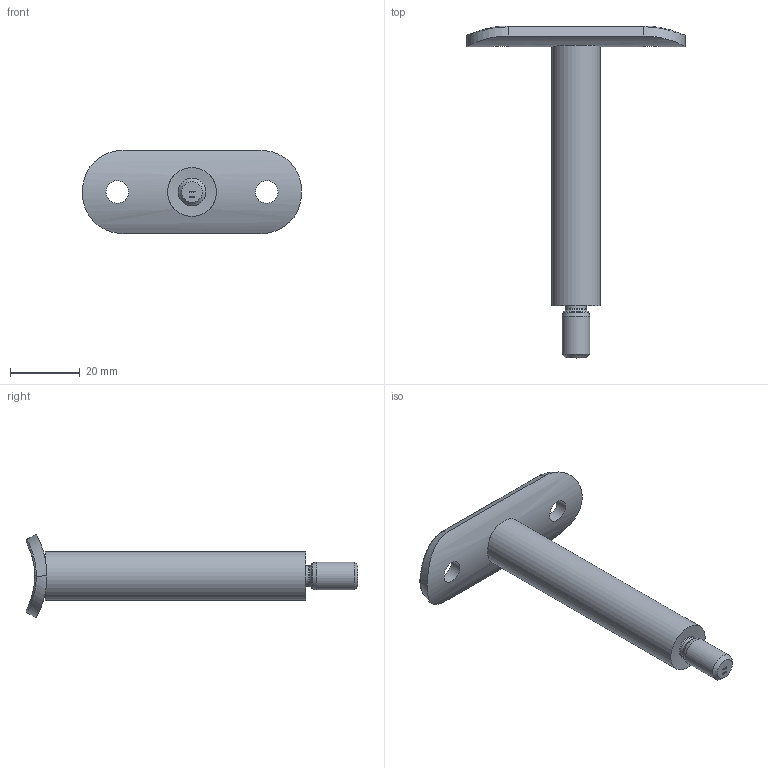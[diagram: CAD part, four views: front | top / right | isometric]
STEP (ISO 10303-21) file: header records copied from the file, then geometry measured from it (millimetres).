
FILE_DESCRIPTION (( 'STEP AP203' ), '1' );
FILE_NAME ('60172-240.STEP', '2020-06-12T09:44:37', ( '' ), ( '' ), 'SwSTEP 2.0', 'SolidWorks 2015', '' );
FILE_SCHEMA (( 'CONFIG_CONTROL_DESIGN' ));
Length unit declared in the file: millimetre
Products named in the file (8): 60172-240; 60182-240_60182-240; DIN-7991_-_DIN7991 M6x16; DIN-7991_-_DIN7991 M6x16_DIN7991 M6x16; 60182-240; 50236-Konfig_50233-240; 50236-Konfig
Assembly tree (5 placements, depth 2):
  60172-240
    50236-Konfig
    DIN-7991_-_DIN7991 M6x16
  60182-240
  60172-240
    50236-Konfig_50233-240
    60182-240_60182-240
    DIN-7991_-_DIN7991 M6x16_DIN7991 M6x16
Bounding box: 63 x 95.49 x 24 mm (x, y, z)
Volume: 16367.9 mm3; surface area: 8014.8 mm2
Topology: 3 solids, 3 shells, 264 faces, 669 edges, 439 vertices
Faces by surface type: plane 136, bspline 94, cylinder 20, cone 10, torus 4
Full cylindrical faces by diameter (mm): 5 x1, 6 x2, 6.5 x2, 8 x2, 12 x1, 12.5 x1, 14 x1
Entity records: 15043 total; most frequent: CARTESIAN_POINT 8666, ORIENTED_EDGE 1280, DIRECTION 834, EDGE_CURVE 640, VERTEX_POINT 432, VECTOR 402, LINE 402, EDGE_LOOP 320
